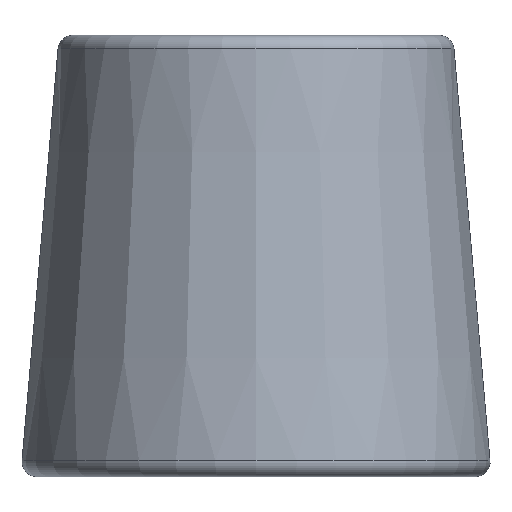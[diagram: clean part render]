
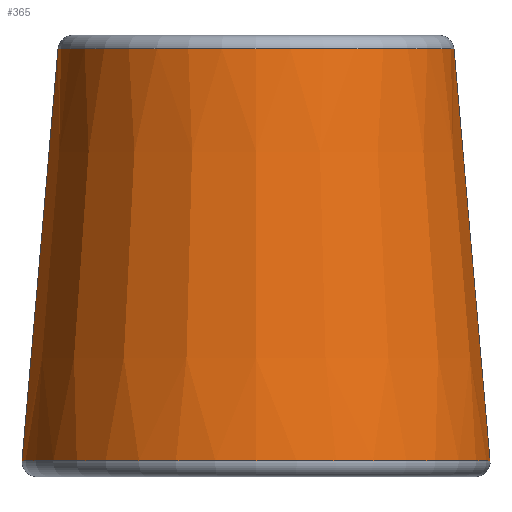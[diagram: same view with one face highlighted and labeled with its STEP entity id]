
A CAD part, front view. The second image highlights one B-rep face of the part: STEP entity #365.
In plain terms, the highlighted conical face has half-angle 5 degrees and reference radius 8 mm.
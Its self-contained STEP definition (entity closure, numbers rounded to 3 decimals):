
#3 = DIRECTION ( 'NONE',  ( 0., 0., -1. ) ) ;
#20 = DIRECTION ( 'NONE',  ( -0.087, 0., -0.996 ) ) ;
#26 = ORIENTED_EDGE ( 'NONE', *, *, #340, .T. ) ;
#33 = DIRECTION ( 'NONE',  ( 0., 0., -1. ) ) ;
#41 = CONICAL_SURFACE ( 'NONE', #352, 8., 0.087 ) ;
#59 = VERTEX_POINT ( 'NONE', #386 ) ;
#74 = ORIENTED_EDGE ( 'NONE', *, *, #428, .T. ) ;
#90 = FACE_OUTER_BOUND ( 'NONE', #322, .T. ) ;
#93 = CARTESIAN_POINT ( 'NONE',  ( 0., 0., 14.544 ) ) ;
#97 = EDGE_CURVE ( 'NONE', #498, #59, #231, .T. ) ;
#105 = CARTESIAN_POINT ( 'NONE',  ( 0., 0., 0.544 ) ) ;
#110 = AXIS2_PLACEMENT_3D ( 'NONE', #93, #33, #462 ) ;
#119 = DIRECTION ( 'NONE',  ( 0.087, 0., -0.996 ) ) ;
#135 = ORIENTED_EDGE ( 'NONE', *, *, #97, .F. ) ;
#142 = CIRCLE ( 'NONE', #412, 7.952 ) ;
#156 = CARTESIAN_POINT ( 'NONE',  ( 8., 0., 0. ) ) ;
#163 = DIRECTION ( 'NONE',  ( 1., 0., 0. ) ) ;
#177 = DIRECTION ( 'NONE',  ( 1., 0., 0. ) ) ;
#197 = CARTESIAN_POINT ( 'NONE',  ( 0., 0., 0. ) ) ;
#231 = LINE ( 'NONE', #156, #264 ) ;
#264 = VECTOR ( 'NONE', #119, 1000. ) ;
#283 = VERTEX_POINT ( 'NONE', #313 ) ;
#300 = ORIENTED_EDGE ( 'NONE', *, *, #434, .T. ) ;
#313 = CARTESIAN_POINT ( 'NONE',  ( -7.952, 0., 0.544 ) ) ;
#322 = EDGE_LOOP ( 'NONE', ( #26, #300, #74, #135 ) ) ;
#323 = VECTOR ( 'NONE', #20, 1000. ) ;
#340 = EDGE_CURVE ( 'NONE', #498, #374, #389, .T. ) ;
#352 = AXIS2_PLACEMENT_3D ( 'NONE', #197, #3, #163 ) ;
#360 = CARTESIAN_POINT ( 'NONE',  ( 6.728, 0., 14.544 ) ) ;
#365 = ADVANCED_FACE ( 'NONE', ( #90 ), #41, .T. ) ;
#374 = VERTEX_POINT ( 'NONE', #473 ) ;
#386 = CARTESIAN_POINT ( 'NONE',  ( 7.952, 0., 0.544 ) ) ;
#389 = CIRCLE ( 'NONE', #110, 6.728 ) ;
#412 = AXIS2_PLACEMENT_3D ( 'NONE', #105, #457, #177 ) ;
#428 = EDGE_CURVE ( 'NONE', #283, #59, #142, .T. ) ;
#434 = EDGE_CURVE ( 'NONE', #374, #283, #497, .T. ) ;
#452 = CARTESIAN_POINT ( 'NONE',  ( -8., 0., 0. ) ) ;
#457 = DIRECTION ( 'NONE',  ( 0., 0., 1. ) ) ;
#462 = DIRECTION ( 'NONE',  ( -1., 0., 0. ) ) ;
#473 = CARTESIAN_POINT ( 'NONE',  ( -6.728, 0., 14.544 ) ) ;
#497 = LINE ( 'NONE', #452, #323 ) ;
#498 = VERTEX_POINT ( 'NONE', #360 ) ;
